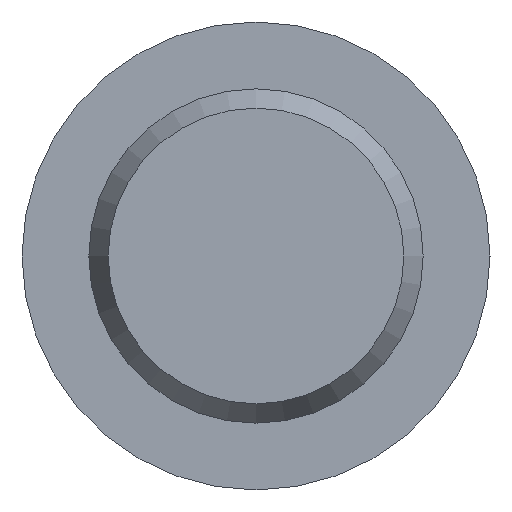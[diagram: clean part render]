
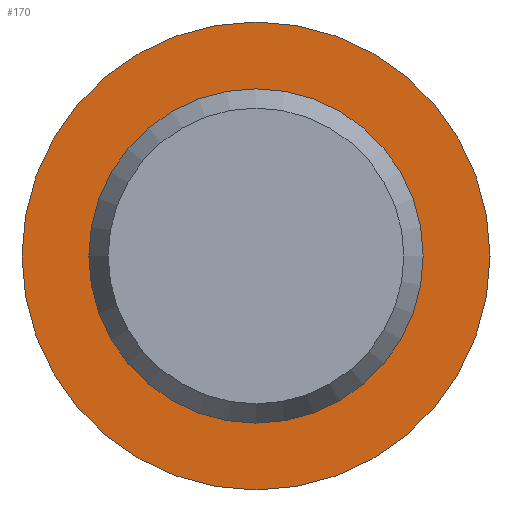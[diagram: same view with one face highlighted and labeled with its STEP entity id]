
A CAD part, left-side view. The second image highlights one B-rep face of the part: STEP entity #170.
In plain terms, the highlighted planar face has unit normal (-1, 0, 0).
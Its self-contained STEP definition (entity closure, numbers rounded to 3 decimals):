
#4 = AXIS2_PLACEMENT_3D ( 'NONE', #253, #9, #33 ) ;
#9 = DIRECTION ( 'NONE',  ( -1., 0., 0. ) ) ;
#17 = FACE_BOUND ( 'NONE', #196, .T. ) ;
#20 = DIRECTION ( 'NONE',  ( -1., 0., 0. ) ) ;
#33 = DIRECTION ( 'NONE',  ( 0., 0., 1. ) ) ;
#53 = CARTESIAN_POINT ( 'NONE',  ( 25., 0., 0. ) ) ;
#78 = CARTESIAN_POINT ( 'NONE',  ( 25., 0., 7. ) ) ;
#88 = AXIS2_PLACEMENT_3D ( 'NONE', #53, #20, #182 ) ;
#105 = AXIS2_PLACEMENT_3D ( 'NONE', #140, #118, #158 ) ;
#113 = EDGE_CURVE ( 'NONE', #204, #204, #249, .T. ) ;
#118 = DIRECTION ( 'NONE',  ( 1., 0., 0. ) ) ;
#125 = ORIENTED_EDGE ( 'NONE', *, *, #225, .T. ) ;
#134 = EDGE_LOOP ( 'NONE', ( #125 ) ) ;
#136 = CIRCLE ( 'NONE', #88, 7. ) ;
#140 = CARTESIAN_POINT ( 'NONE',  ( 25., 7., 0. ) ) ;
#156 = FACE_OUTER_BOUND ( 'NONE', #134, .T. ) ;
#158 = DIRECTION ( 'NONE',  ( 0., 0., -1. ) ) ;
#170 = ADVANCED_FACE ( 'NONE', ( #17, #156 ), #260, .F. ) ;
#182 = DIRECTION ( 'NONE',  ( 0., 0., 1. ) ) ;
#196 = EDGE_LOOP ( 'NONE', ( #231 ) ) ;
#204 = VERTEX_POINT ( 'NONE', #226 ) ;
#225 = EDGE_CURVE ( 'NONE', #245, #245, #136, .T. ) ;
#226 = CARTESIAN_POINT ( 'NONE',  ( 25., 0., 5. ) ) ;
#231 = ORIENTED_EDGE ( 'NONE', *, *, #113, .F. ) ;
#245 = VERTEX_POINT ( 'NONE', #78 ) ;
#249 = CIRCLE ( 'NONE', #4, 5. ) ;
#253 = CARTESIAN_POINT ( 'NONE',  ( 25., 0., 0. ) ) ;
#260 = PLANE ( 'NONE',  #105 ) ;
